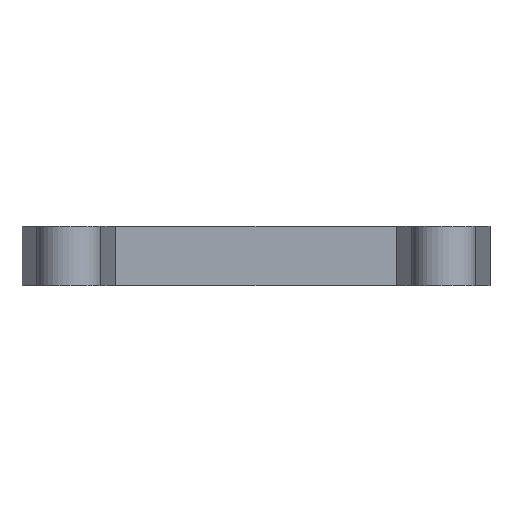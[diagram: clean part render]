
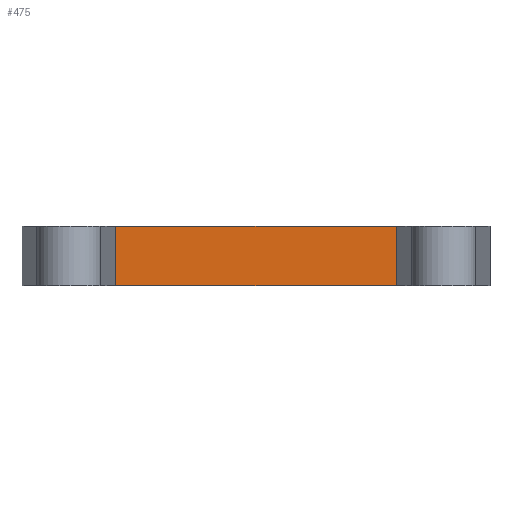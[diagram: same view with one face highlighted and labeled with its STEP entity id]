
A CAD part, front view. The second image highlights one B-rep face of the part: STEP entity #475.
In plain terms, the highlighted planar face has unit normal (0, -1, 0).
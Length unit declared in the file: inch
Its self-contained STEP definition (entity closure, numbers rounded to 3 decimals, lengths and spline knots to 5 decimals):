
#161 = VERTEX_POINT ( 'NONE', #658 ) ;
#184 = EDGE_CURVE ( 'NONE', #161, #202, #720, .T. ) ;
#202 = VERTEX_POINT ( 'NONE', #745 ) ;
#263 = EDGE_CURVE ( 'NONE', #264, #399, #835, .T. ) ;
#264 = VERTEX_POINT ( 'NONE', #830 ) ;
#399 = VERTEX_POINT ( 'NONE', #886 ) ;
#475 = ADVANCED_FACE ( 'NONE', ( #889 ), #888, .F. ) ;
#479 = EDGE_CURVE ( 'NONE', #202, #399, #882, .T. ) ;
#481 = ORIENTED_EDGE ( 'NONE', *, *, #184, .F. ) ;
#483 = EDGE_LOOP ( 'NONE', ( #489, #490, #481, #485 ) ) ;
#484 = EDGE_CURVE ( 'NONE', #161, #264, #871, .T. ) ;
#485 = ORIENTED_EDGE ( 'NONE', *, *, #484, .T. ) ;
#489 = ORIENTED_EDGE ( 'NONE', *, *, #263, .T. ) ;
#490 = ORIENTED_EDGE ( 'NONE', *, *, #479, .F. ) ;
#658 = CARTESIAN_POINT ( 'NONE',  ( -0.075, 0.15, 0.032 ) ) ;
#717 = DIRECTION ( 'NONE',  ( 1., 0., 0. ) ) ;
#718 = VECTOR ( 'NONE', #717, 39.37008 ) ;
#719 = CARTESIAN_POINT ( 'NONE',  ( 0.075, 0.15, 0.032 ) ) ;
#720 = LINE ( 'NONE', #719, #718 ) ;
#745 = CARTESIAN_POINT ( 'NONE',  ( 0.075, 0.15, 0.032 ) ) ;
#830 = CARTESIAN_POINT ( 'NONE',  ( -0.075, 0.15, 0. ) ) ;
#832 = DIRECTION ( 'NONE',  ( 1., 0., 0. ) ) ;
#833 = VECTOR ( 'NONE', #832, 39.37008 ) ;
#834 = CARTESIAN_POINT ( 'NONE',  ( 0.075, 0.15, 0. ) ) ;
#835 = LINE ( 'NONE', #834, #833 ) ;
#868 = DIRECTION ( 'NONE',  ( 0., 0., -1. ) ) ;
#869 = VECTOR ( 'NONE', #868, 39.37008 ) ;
#870 = CARTESIAN_POINT ( 'NONE',  ( -0.075, 0.15, 0.032 ) ) ;
#871 = LINE ( 'NONE', #870, #869 ) ;
#877 = DIRECTION ( 'NONE',  ( 0., 0., -1. ) ) ;
#878 = VECTOR ( 'NONE', #877, 39.37008 ) ;
#879 = CARTESIAN_POINT ( 'NONE',  ( 0.075, 0.15, 0.032 ) ) ;
#882 = LINE ( 'NONE', #879, #878 ) ;
#886 = CARTESIAN_POINT ( 'NONE',  ( 0.075, 0.15, 0. ) ) ;
#887 = AXIS2_PLACEMENT_3D ( 'NONE', #965, #964, #963 ) ;
#888 = PLANE ( 'NONE',  #887 ) ;
#889 = FACE_OUTER_BOUND ( 'NONE', #483, .T. ) ;
#963 = DIRECTION ( 'NONE',  ( 0., 0., 1. ) ) ;
#964 = DIRECTION ( 'NONE',  ( 0., 1., 0. ) ) ;
#965 = CARTESIAN_POINT ( 'NONE',  ( 0.075, 0.15, 0.032 ) ) ;
